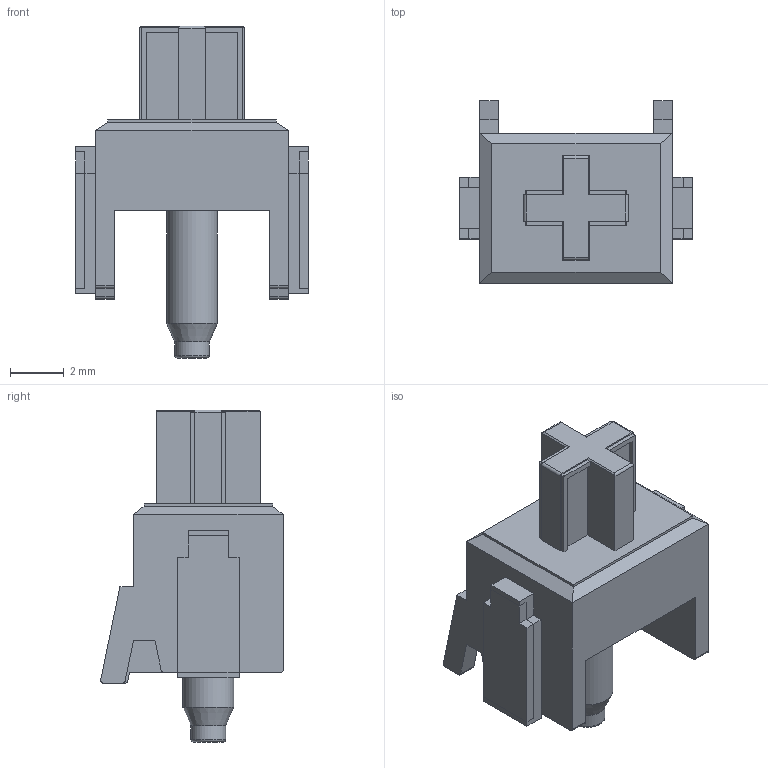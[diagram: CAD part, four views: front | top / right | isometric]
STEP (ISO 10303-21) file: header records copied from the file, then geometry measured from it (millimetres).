
FILE_DESCRIPTION(('FreeCAD Model'),'2;1');
FILE_NAME('Open CASCADE Shape Model','2023-06-26T21:36:33',(''),(''), 'Open CASCADE STEP processor 7.6','FreeCAD','Unknown');
FILE_SCHEMA(('AUTOMOTIVE_DESIGN { 1 0 10303 214 1 1 1 1 }'));
Length unit declared in the file: millimetre
Products named in the file (5): stem; stem_body; cushion; stem_cushion_l; stem_cushion_r
Assembly tree (4 placements, depth 3):
  stem
    stem_body
    cushion
      stem_cushion_l
      stem_cushion_r
Bounding box: 8.7 x 6.82 x 12.4 mm (x, y, z)
Volume: 189.2 mm3; surface area: 479.1 mm2
Topology: 3 solids, 3 shells, 172 faces, 461 edges, 302 vertices
Faces by surface type: plane 151, cylinder 17, torus 1, cone 1, extrusion 1, bspline 1
Full cylindrical faces by diameter (mm): 1.3 x1, 1.9 x1
Entity records: 5424 total; most frequent: CARTESIAN_POINT 968, ORIENTED_EDGE 922, DIRECTION 856, EDGE_CURVE 461, VECTOR 418, LINE 417, VERTEX_POINT 302, AXIS2_PLACEMENT_3D 219
